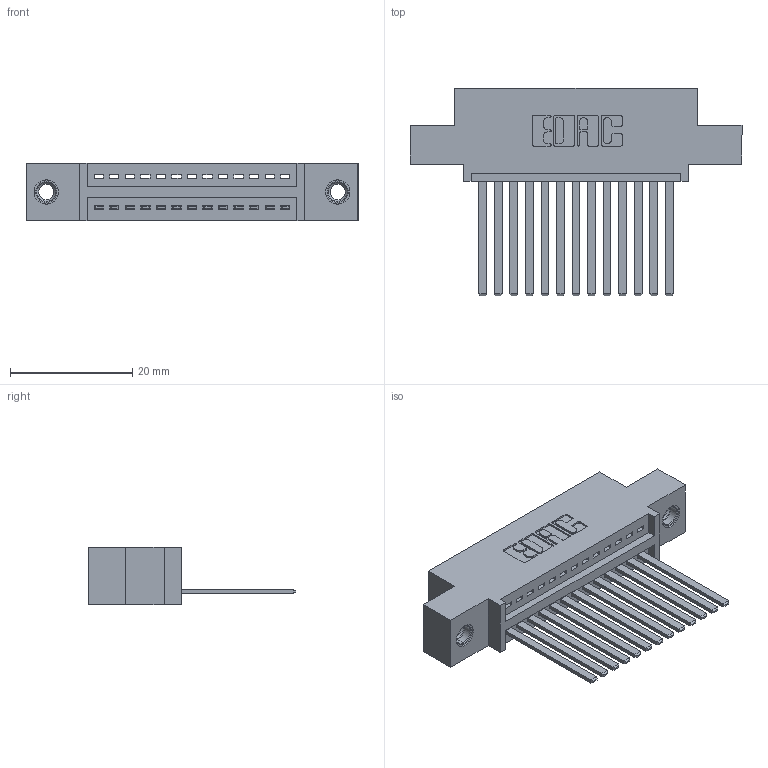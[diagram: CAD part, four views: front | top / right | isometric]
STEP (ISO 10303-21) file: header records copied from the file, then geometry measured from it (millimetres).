
FILE_DESCRIPTION (( 'STEP AP203' ), '1' );
FILE_NAME ('345-013-544-407.STEP', '2019-10-04T04:33:51', ( '' ), ( '' ), 'SwSTEP 2.0', 'SolidWorks 2016', '' );
FILE_SCHEMA (( 'CONFIG_CONTROL_DESIGN' ));
Length unit declared in the file: inch
Products named in the file (4): 345-013-544-407; 345-292-001_345-293-144; 345-250-001_345-250-005-103; 345 Part_0.110 Offset - 0.156 Dia-TI
Assembly tree (16 placements, depth 2):
  345-013-544-407
    345 Part_0.110 Offset - 0.156 Dia-TI
    345-292-001_345-293-144  x13
    345-250-001_345-250-005-103  x2
Bounding box: 54.23 x 33.96 x 9.4 mm (x, y, z)
Volume: 4976.8 mm3; surface area: 6786.1 mm2
Topology: 16 solids, 16 shells, 866 faces, 2543 edges, 1670 vertices
Faces by surface type: plane 584, cylinder 266, cone 12, torus 4
Entity records: 14822 total; most frequent: CARTESIAN_POINT 2550, ORIENTED_EDGE 2490, DIRECTION 2293, EDGE_CURVE 1245, VECTOR 1045, LINE 1045, VERTEX_POINT 824, AXIS2_PLACEMENT_3D 624
